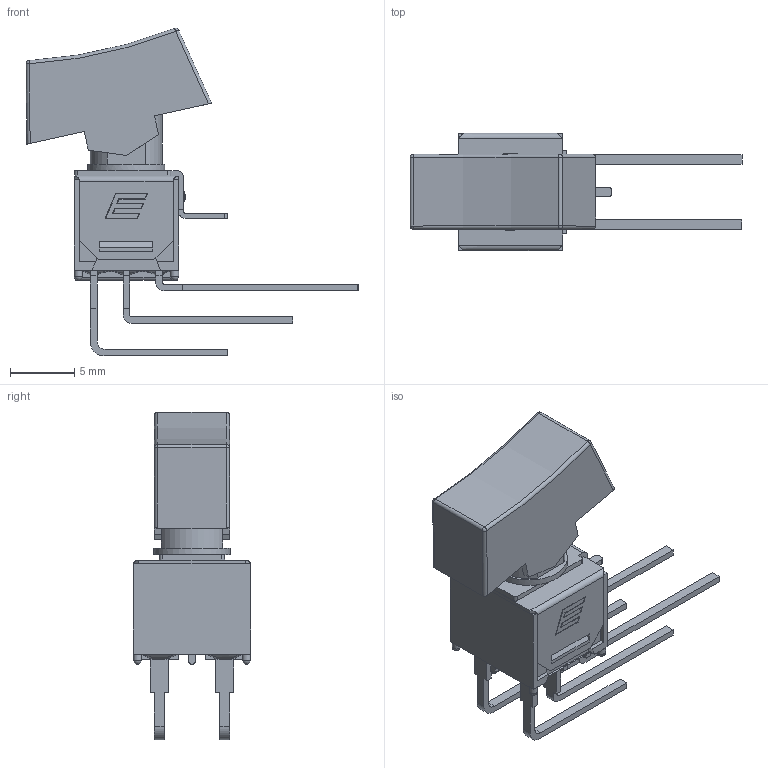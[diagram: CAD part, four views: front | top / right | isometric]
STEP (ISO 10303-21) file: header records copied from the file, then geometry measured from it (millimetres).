
FILE_DESCRIPTION(/* description */ (''),/* implementation_level */ '2;1');
FILE_NAME(/* name */ '400MDPxR6xxxM7xE.stp',/* time_stamp */ '2025-05-14T08:37:35-05:00',/* author */ ('mroman'),/* organization */ (''),/* preprocessor_version */ 'ST-DEVELOPER v18.1',/* originating_system */ 'Autodesk Inventor 2022',/* authorisation */ '');
FILE_SCHEMA (('AUTOMOTIVE_DESIGN { 1 0 10303 214 3 1 1 }'));
Length unit declared in the file: inch
Products named in the file (1): 400MDPxR6xxxM7xE
Bounding box: 25.85 x 9.14 x 25.52 mm (x, y, z)
Volume: 524.6 mm3; surface area: 1898 mm2
Topology: 1 solids, 2 shells, 330 faces, 931 edges, 602 vertices
Faces by surface type: plane 247, cylinder 53, bspline 18, sphere 8, cone 2, torus 2
Full cylindrical faces by diameter (mm): 0.65 x4, 3.25 x1, 6 x1
Entity records: 11266 total; most frequent: CARTESIAN_POINT 2779, ORIENTED_EDGE 1854, DIRECTION 1621, EDGE_CURVE 927, LINE 713, VECTOR 713, VERTEX_POINT 602, AXIS2_PLACEMENT_3D 454
